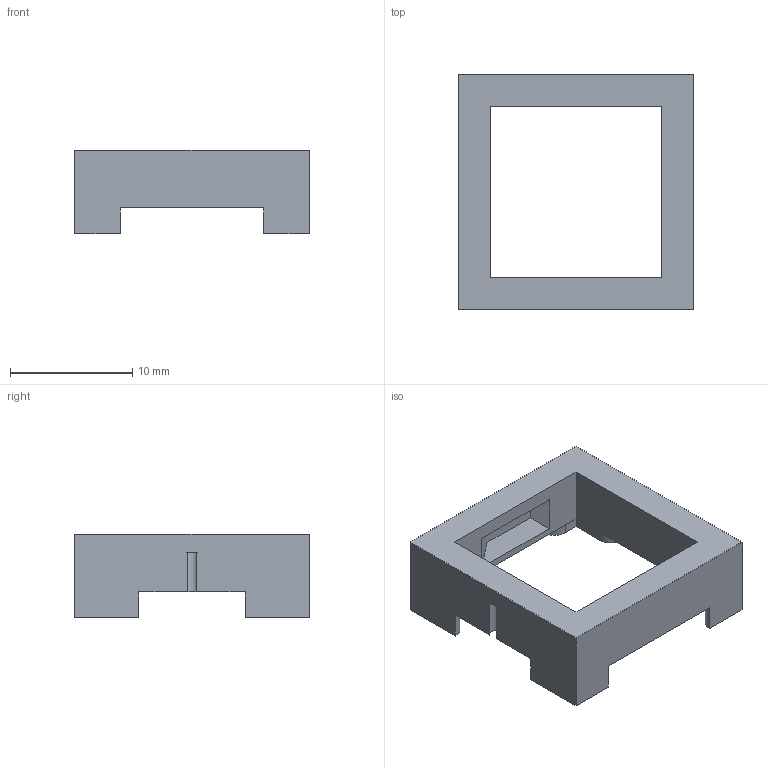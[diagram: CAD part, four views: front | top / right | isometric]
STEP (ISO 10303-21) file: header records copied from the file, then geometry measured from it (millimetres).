
FILE_DESCRIPTION(/* description */ (''),/* implementation_level */ '2;1');
FILE_NAME(/* name */ 'key-mx-pcb-divot.step',/* time_stamp */ '2024-01-30T17:12:54-06:00',/* author */ (''),/* organization */ (''),/* preprocessor_version */ 'ST-DEVELOPER v20',/* originating_system */ 'Autodesk Translation Framework v12.14.0.127',/* authorisation */ '');
FILE_SCHEMA (('AUTOMOTIVE_DESIGN { 1 0 10303 214 3 1 1 }'));
Length unit declared in the file: metre
Products named in the file (1): (Unsaved)
Bounding box: 19.2 x 19.2 x 6.8 mm (x, y, z)
Volume: 857.4 mm3; surface area: 1140.4 mm2
Topology: 1 solids, 1 shells, 44 faces, 120 edges, 80 vertices
Faces by surface type: plane 34, cylinder 10
Entity records: 1428 total; most frequent: CARTESIAN_POINT 245, ORIENTED_EDGE 240, DIRECTION 230, EDGE_CURVE 120, LINE 100, VECTOR 100, VERTEX_POINT 80, AXIS2_PLACEMENT_3D 65
